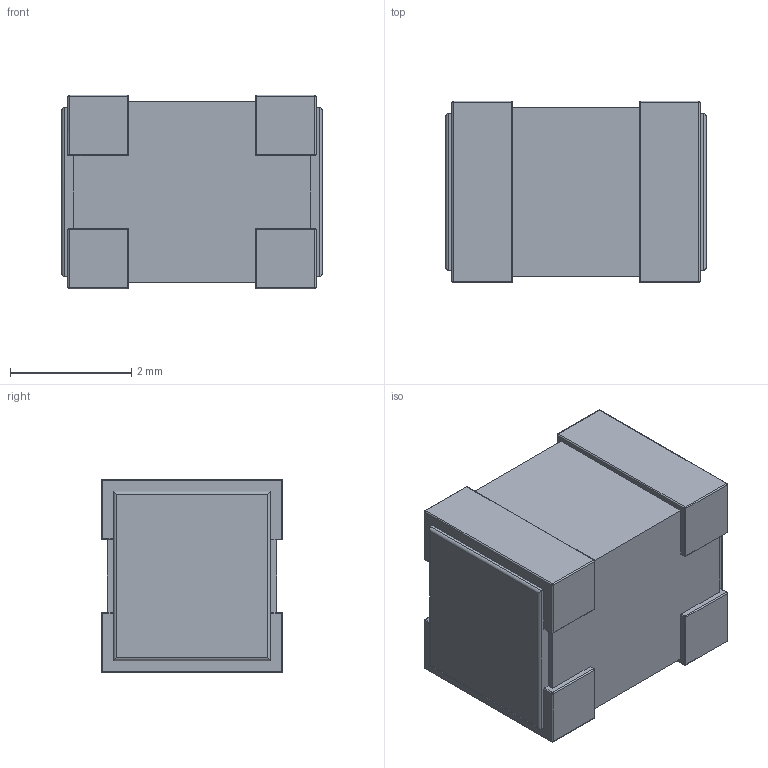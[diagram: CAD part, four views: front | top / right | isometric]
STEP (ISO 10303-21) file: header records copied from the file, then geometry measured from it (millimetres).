
FILE_DESCRIPTION (( 'STEP AP214' ), '1' );
FILE_NAME ('User Library-ACM4532.STEP', '2020-03-18T07:20:56', ( '' ), ( '' ), 'SwSTEP 2.0', 'SolidWorks 2019', '' );
FILE_SCHEMA (( 'AUTOMOTIVE_DESIGN' ));
Length unit declared in the file: millimetre
Products named in the file (1): User Library-ACM4532
Bounding box: 4.3 x 3 x 3.2 mm (x, y, z)
Volume: 37.8 mm3; surface area: 71.9 mm2
Topology: 1 solids, 1 shells, 140 faces, 343 edges, 174 vertices
Faces by surface type: cylinder 63, plane 46, sphere 31
Entity records: 5342 total; most frequent: DIRECTION 693, CARTESIAN_POINT 654, ORIENTED_EDGE 624, EDGE_CURVE 312, AXIS2_PLACEMENT_3D 249, VECTOR 195, LINE 195, VERTEX_POINT 174
